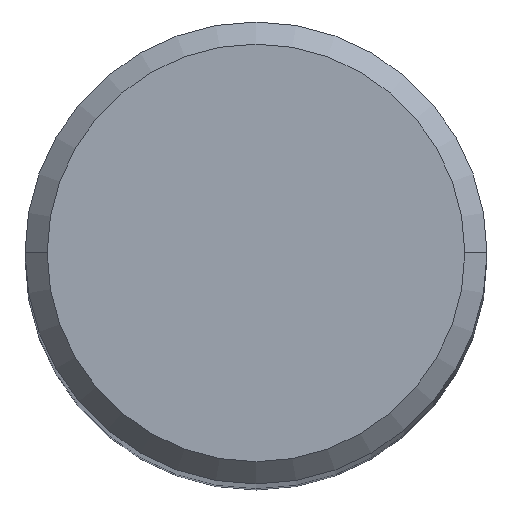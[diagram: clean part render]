
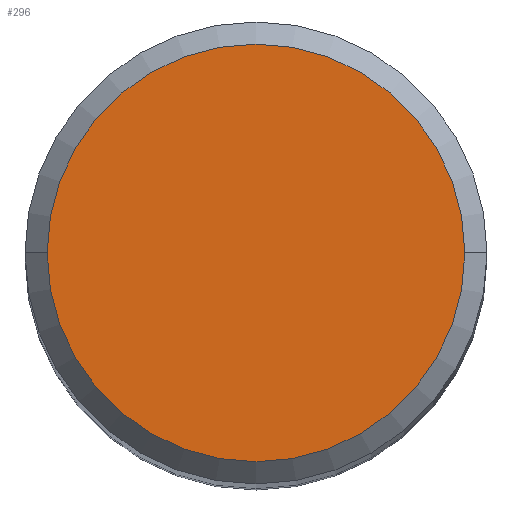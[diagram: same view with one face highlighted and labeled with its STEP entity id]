
A CAD part, top view. The second image highlights one B-rep face of the part: STEP entity #296.
In plain terms, the highlighted planar face has unit normal (0, 0, 1).
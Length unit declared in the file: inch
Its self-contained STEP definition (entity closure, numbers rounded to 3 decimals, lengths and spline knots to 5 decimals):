
#10 = DIRECTION ( 'NONE',  ( 1., 0., 0. ) ) ;
#11 = CIRCLE ( 'NONE', #108, 0.14125 ) ;
#22 = CIRCLE ( 'NONE', #128, 0.14125 ) ;
#40 = CARTESIAN_POINT ( 'NONE',  ( 0., 0., 2.5 ) ) ;
#48 = VERTEX_POINT ( 'NONE', #202 ) ;
#56 = DIRECTION ( 'NONE',  ( 1., 0., 0. ) ) ;
#57 = CARTESIAN_POINT ( 'NONE',  ( 0., 0., 2.5 ) ) ;
#62 = DIRECTION ( 'NONE',  ( 1., 0., 0. ) ) ;
#79 = EDGE_CURVE ( 'NONE', #48, #272, #11, .T. ) ;
#89 = CARTESIAN_POINT ( 'NONE',  ( 0., 0., 2.5 ) ) ;
#108 = AXIS2_PLACEMENT_3D ( 'NONE', #40, #138, #10 ) ;
#109 = ORIENTED_EDGE ( 'NONE', *, *, #79, .T. ) ;
#128 = AXIS2_PLACEMENT_3D ( 'NONE', #57, #321, #62 ) ;
#138 = DIRECTION ( 'NONE',  ( 0., 0., 1. ) ) ;
#142 = CARTESIAN_POINT ( 'NONE',  ( 0.14125, 0., 2.5 ) ) ;
#190 = FACE_OUTER_BOUND ( 'NONE', #248, .T. ) ;
#202 = CARTESIAN_POINT ( 'NONE',  ( -0.14125, 0., 2.5 ) ) ;
#228 = AXIS2_PLACEMENT_3D ( 'NONE', #89, #301, #56 ) ;
#233 = EDGE_CURVE ( 'NONE', #272, #48, #22, .T. ) ;
#242 = ORIENTED_EDGE ( 'NONE', *, *, #233, .T. ) ;
#248 = EDGE_LOOP ( 'NONE', ( #109, #242 ) ) ;
#272 = VERTEX_POINT ( 'NONE', #142 ) ;
#296 = ADVANCED_FACE ( 'NONE', ( #190 ), #329, .T. ) ;
#301 = DIRECTION ( 'NONE',  ( 0., 0., 1. ) ) ;
#321 = DIRECTION ( 'NONE',  ( 0., 0., 1. ) ) ;
#329 = PLANE ( 'NONE',  #228 ) ;
